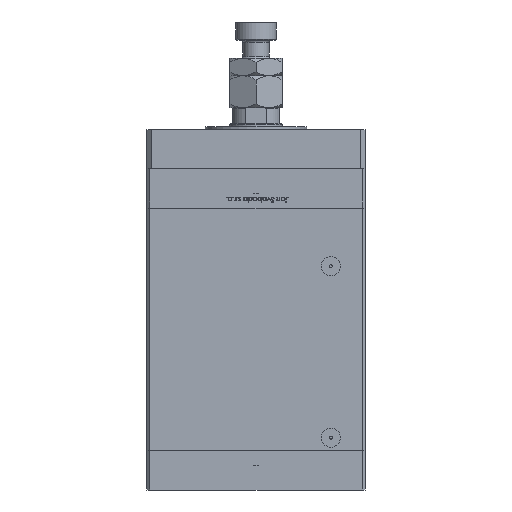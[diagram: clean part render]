
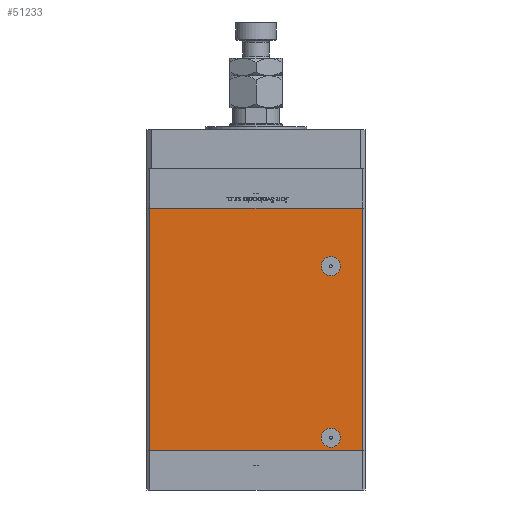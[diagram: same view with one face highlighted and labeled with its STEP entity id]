
A CAD part, front view. The second image highlights one B-rep face of the part: STEP entity #51233.
In plain terms, the highlighted planar face has unit normal (0, -1, 0).
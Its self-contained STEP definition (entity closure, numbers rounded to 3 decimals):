
#13 = DIRECTION ( 'NONE',  ( 0., 0., -1. ) ) ;
#923 = CARTESIAN_POINT ( 'NONE',  ( -73., -62.5, 0. ) ) ;
#1086 = ORIENTED_EDGE ( 'NONE', *, *, #53370, .F. ) ;
#2470 = DIRECTION ( 'NONE',  ( 1., 0., 0. ) ) ;
#3956 = FACE_BOUND ( 'NONE', #27402, .T. ) ;
#4530 = CARTESIAN_POINT ( 'NONE',  ( 73., -62.5, 167. ) ) ;
#4785 = LINE ( 'NONE', #49135, #20205 ) ;
#5059 = DIRECTION ( 'NONE',  ( 0., -1., 0. ) ) ;
#5570 = EDGE_CURVE ( 'NONE', #50210, #37679, #31760, .T. ) ;
#6441 = DIRECTION ( 'NONE',  ( 0., 0., -1. ) ) ;
#6688 = VECTOR ( 'NONE', #7358, 1000. ) ;
#7341 = CARTESIAN_POINT ( 'NONE',  ( -73., -62.5, 167. ) ) ;
#7358 = DIRECTION ( 'NONE',  ( 0., 0., -1. ) ) ;
#7517 = EDGE_CURVE ( 'NONE', #50210, #42356, #16582, .T. ) ;
#8519 = DIRECTION ( 'NONE',  ( 0., 1., 0. ) ) ;
#8568 = ORIENTED_EDGE ( 'NONE', *, *, #7517, .T. ) ;
#8689 = CARTESIAN_POINT ( 'NONE',  ( 73., -62.5, 167. ) ) ;
#9347 = DIRECTION ( 'NONE',  ( 0., 0., -1. ) ) ;
#11501 = AXIS2_PLACEMENT_3D ( 'NONE', #17185, #8519, #9347 ) ;
#12146 = AXIS2_PLACEMENT_3D ( 'NONE', #26307, #5059, #52819 ) ;
#13278 = ORIENTED_EDGE ( 'NONE', *, *, #51488, .T. ) ;
#13748 = VERTEX_POINT ( 'NONE', #20312 ) ;
#16019 = FACE_BOUND ( 'NONE', #35691, .T. ) ;
#16281 = DIRECTION ( 'NONE',  ( 0., 1., 0. ) ) ;
#16582 = LINE ( 'NONE', #41194, #6688 ) ;
#17185 = CARTESIAN_POINT ( 'NONE',  ( 51.5, -62.5, 127. ) ) ;
#18420 = CARTESIAN_POINT ( 'NONE',  ( 51.5, -62.5, 2.42 ) ) ;
#20205 = VECTOR ( 'NONE', #2470, 1000. ) ;
#20312 = CARTESIAN_POINT ( 'NONE',  ( 51.5, -62.5, 15.58 ) ) ;
#21011 = VERTEX_POINT ( 'NONE', #33315 ) ;
#21969 = CIRCLE ( 'NONE', #12146, 6.58 ) ;
#22499 = CARTESIAN_POINT ( 'NONE',  ( 51.5, -62.5, 120.42 ) ) ;
#22706 = VECTOR ( 'NONE', #48245, 1000. ) ;
#22806 = ORIENTED_EDGE ( 'NONE', *, *, #5570, .F. ) ;
#23780 = DIRECTION ( 'NONE',  ( 0., 1., 0. ) ) ;
#24601 = CIRCLE ( 'NONE', #46933, 6.58 ) ;
#24854 = VERTEX_POINT ( 'NONE', #18420 ) ;
#24874 = VERTEX_POINT ( 'NONE', #52760 ) ;
#26307 = CARTESIAN_POINT ( 'NONE',  ( 51.5, -62.5, 9. ) ) ;
#26907 = EDGE_CURVE ( 'NONE', #42356, #24874, #4785, .T. ) ;
#27402 = EDGE_LOOP ( 'NONE', ( #52208, #1086 ) ) ;
#28122 = CIRCLE ( 'NONE', #49512, 6.58 ) ;
#28603 = PLANE ( 'NONE',  #31665 ) ;
#29680 = DIRECTION ( 'NONE',  ( 0., 0., 1. ) ) ;
#30575 = CARTESIAN_POINT ( 'NONE',  ( -73., -62.5, 167. ) ) ;
#31665 = AXIS2_PLACEMENT_3D ( 'NONE', #7341, #16281, #29680 ) ;
#31760 = LINE ( 'NONE', #44606, #22706 ) ;
#32970 = VECTOR ( 'NONE', #13, 1000. ) ;
#33315 = CARTESIAN_POINT ( 'NONE',  ( 51.5, -62.5, 133.58 ) ) ;
#34199 = VERTEX_POINT ( 'NONE', #22499 ) ;
#35691 = EDGE_LOOP ( 'NONE', ( #13278, #41854 ) ) ;
#37448 = EDGE_CURVE ( 'NONE', #21011, #34199, #52540, .T. ) ;
#37679 = VERTEX_POINT ( 'NONE', #4530 ) ;
#38155 = EDGE_LOOP ( 'NONE', ( #50992, #39573, #22806, #8568 ) ) ;
#39573 = ORIENTED_EDGE ( 'NONE', *, *, #42478, .F. ) ;
#39728 = CARTESIAN_POINT ( 'NONE',  ( 51.5, -62.5, 127. ) ) ;
#40580 = DIRECTION ( 'NONE',  ( 0., -1., 0. ) ) ;
#41146 = DIRECTION ( 'NONE',  ( 0., 0., -1. ) ) ;
#41194 = CARTESIAN_POINT ( 'NONE',  ( -73., -62.5, 167. ) ) ;
#41854 = ORIENTED_EDGE ( 'NONE', *, *, #37448, .T. ) ;
#42356 = VERTEX_POINT ( 'NONE', #923 ) ;
#42478 = EDGE_CURVE ( 'NONE', #37679, #24874, #54540, .T. ) ;
#44606 = CARTESIAN_POINT ( 'NONE',  ( -73., -62.5, 167. ) ) ;
#46933 = AXIS2_PLACEMENT_3D ( 'NONE', #50064, #40580, #41146 ) ;
#48245 = DIRECTION ( 'NONE',  ( 1., 0., 0. ) ) ;
#49135 = CARTESIAN_POINT ( 'NONE',  ( -73., -62.5, 0. ) ) ;
#49512 = AXIS2_PLACEMENT_3D ( 'NONE', #39728, #23780, #6441 ) ;
#50064 = CARTESIAN_POINT ( 'NONE',  ( 51.5, -62.5, 9. ) ) ;
#50210 = VERTEX_POINT ( 'NONE', #30575 ) ;
#50992 = ORIENTED_EDGE ( 'NONE', *, *, #26907, .T. ) ;
#51233 = ADVANCED_FACE ( 'NONE', ( #3956, #54563, #16019 ), #28603, .F. ) ;
#51488 = EDGE_CURVE ( 'NONE', #34199, #21011, #28122, .T. ) ;
#52208 = ORIENTED_EDGE ( 'NONE', *, *, #54775, .F. ) ;
#52540 = CIRCLE ( 'NONE', #11501, 6.58 ) ;
#52760 = CARTESIAN_POINT ( 'NONE',  ( 73., -62.5, 0. ) ) ;
#52819 = DIRECTION ( 'NONE',  ( 0., 0., -1. ) ) ;
#53370 = EDGE_CURVE ( 'NONE', #13748, #24854, #24601, .T. ) ;
#54540 = LINE ( 'NONE', #8689, #32970 ) ;
#54563 = FACE_OUTER_BOUND ( 'NONE', #38155, .T. ) ;
#54775 = EDGE_CURVE ( 'NONE', #24854, #13748, #21969, .T. ) ;
